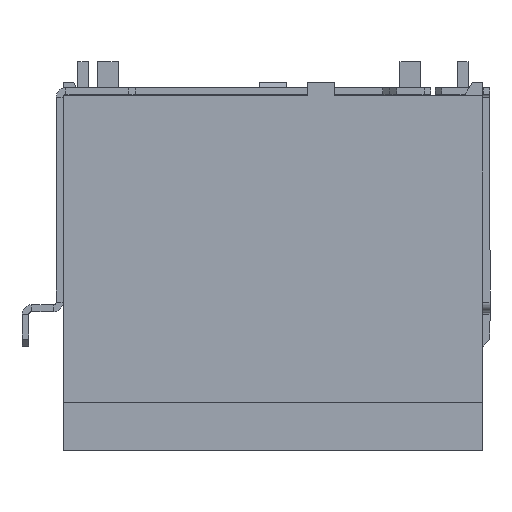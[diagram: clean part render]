
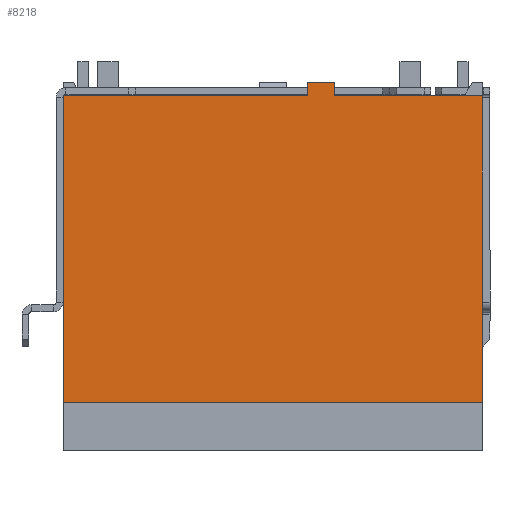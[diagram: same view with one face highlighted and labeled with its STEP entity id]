
A CAD part, left-side view. The second image highlights one B-rep face of the part: STEP entity #8218.
In plain terms, the highlighted face is planar.
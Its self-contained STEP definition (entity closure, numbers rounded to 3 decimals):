
#305 = CARTESIAN_POINT ( 'NONE',  ( 15.25, 1., -8. ) ) ;
#382 = LINE ( 'NONE', #16257, #1959 ) ;
#881 = DIRECTION ( 'NONE',  ( 0., 0., 1. ) ) ;
#1088 = VECTOR ( 'NONE', #14398, 1000. ) ;
#1143 = DIRECTION ( 'NONE',  ( 0., -1., 0. ) ) ;
#1762 = EDGE_LOOP ( 'NONE', ( #3354, #2614, #12247, #6856, #15342, #16028, #6595, #7020 ) ) ;
#1959 = VECTOR ( 'NONE', #17847, 1000. ) ;
#2212 = CARTESIAN_POINT ( 'NONE',  ( 4.5, 1., -8. ) ) ;
#2239 = VERTEX_POINT ( 'NONE', #17879 ) ;
#2451 = CARTESIAN_POINT ( 'NONE',  ( 15.25, 11.65, -8. ) ) ;
#2614 = ORIENTED_EDGE ( 'NONE', *, *, #16782, .F. ) ;
#2858 = CARTESIAN_POINT ( 'NONE',  ( 15.25, 23.3, -8. ) ) ;
#3354 = ORIENTED_EDGE ( 'NONE', *, *, #4987, .F. ) ;
#3889 = DIRECTION ( 'NONE',  ( 1., 0., 0. ) ) ;
#4663 = LINE ( 'NONE', #5694, #16207 ) ;
#4987 = EDGE_CURVE ( 'NONE', #17650, #10726, #16893, .T. ) ;
#5046 = CARTESIAN_POINT ( 'NONE',  ( 0., 11.65, -8. ) ) ;
#5049 = EDGE_CURVE ( 'NONE', #2239, #7068, #4663, .T. ) ;
#5694 = CARTESIAN_POINT ( 'NONE',  ( 0., 23.3, -8. ) ) ;
#6458 = CARTESIAN_POINT ( 'NONE',  ( 2.5, 1., -8. ) ) ;
#6595 = ORIENTED_EDGE ( 'NONE', *, *, #17120, .T. ) ;
#6856 = ORIENTED_EDGE ( 'NONE', *, *, #5049, .T. ) ;
#7020 = ORIENTED_EDGE ( 'NONE', *, *, #15907, .T. ) ;
#7068 = VERTEX_POINT ( 'NONE', #2858 ) ;
#7353 = VERTEX_POINT ( 'NONE', #10902 ) ;
#7636 = LINE ( 'NONE', #9972, #1088 ) ;
#7805 = DIRECTION ( 'NONE',  ( 1., 0., 0. ) ) ;
#8062 = VECTOR ( 'NONE', #12728, 1000. ) ;
#8218 = ADVANCED_FACE ( 'NONE', ( #10674 ), #10983, .F. ) ;
#8589 = CARTESIAN_POINT ( 'NONE',  ( 0., 1., -8. ) ) ;
#9046 = VERTEX_POINT ( 'NONE', #14733 ) ;
#9972 = CARTESIAN_POINT ( 'NONE',  ( 0., 0., -8. ) ) ;
#10179 = DIRECTION ( 'NONE',  ( 1., 0., 0. ) ) ;
#10453 = VECTOR ( 'NONE', #10179, 1000. ) ;
#10494 = AXIS2_PLACEMENT_3D ( 'NONE', #5046, #881, #7805 ) ;
#10674 = FACE_OUTER_BOUND ( 'NONE', #1762, .T. ) ;
#10726 = VERTEX_POINT ( 'NONE', #11184 ) ;
#10902 = CARTESIAN_POINT ( 'NONE',  ( 4.5, 0., -8. ) ) ;
#10983 = PLANE ( 'NONE',  #10494 ) ;
#11184 = CARTESIAN_POINT ( 'NONE',  ( 2.5, 0., -8. ) ) ;
#11725 = EDGE_CURVE ( 'NONE', #12507, #14981, #14056, .T. ) ;
#12247 = ORIENTED_EDGE ( 'NONE', *, *, #16997, .T. ) ;
#12434 = DIRECTION ( 'NONE',  ( 0., -1., 0. ) ) ;
#12507 = VERTEX_POINT ( 'NONE', #18023 ) ;
#12728 = DIRECTION ( 'NONE',  ( 1., 0., 0. ) ) ;
#12828 = LINE ( 'NONE', #8589, #8062 ) ;
#14056 = LINE ( 'NONE', #16196, #10453 ) ;
#14398 = DIRECTION ( 'NONE',  ( -1., 0., 0. ) ) ;
#14733 = CARTESIAN_POINT ( 'NONE',  ( -15.25, 1., -8. ) ) ;
#14981 = VERTEX_POINT ( 'NONE', #305 ) ;
#15286 = DIRECTION ( 'NONE',  ( 0., -1., 0. ) ) ;
#15342 = ORIENTED_EDGE ( 'NONE', *, *, #18751, .T. ) ;
#15507 = VECTOR ( 'NONE', #12434, 1000. ) ;
#15907 = EDGE_CURVE ( 'NONE', #7353, #10726, #7636, .T. ) ;
#16028 = ORIENTED_EDGE ( 'NONE', *, *, #11725, .F. ) ;
#16196 = CARTESIAN_POINT ( 'NONE',  ( 0., 1., -8. ) ) ;
#16207 = VECTOR ( 'NONE', #3889, 1000. ) ;
#16257 = CARTESIAN_POINT ( 'NONE',  ( -15.25, 11.65, -8. ) ) ;
#16685 = VECTOR ( 'NONE', #1143, 1000. ) ;
#16736 = CARTESIAN_POINT ( 'NONE',  ( 2.5, 1., -8. ) ) ;
#16782 = EDGE_CURVE ( 'NONE', #9046, #17650, #12828, .T. ) ;
#16893 = LINE ( 'NONE', #16736, #15507 ) ;
#16997 = EDGE_CURVE ( 'NONE', #9046, #2239, #382, .T. ) ;
#17120 = EDGE_CURVE ( 'NONE', #12507, #7353, #18507, .T. ) ;
#17611 = LINE ( 'NONE', #2451, #18738 ) ;
#17650 = VERTEX_POINT ( 'NONE', #6458 ) ;
#17847 = DIRECTION ( 'NONE',  ( 0., 1., 0. ) ) ;
#17879 = CARTESIAN_POINT ( 'NONE',  ( -15.25, 23.3, -8. ) ) ;
#18023 = CARTESIAN_POINT ( 'NONE',  ( 4.5, 1., -8. ) ) ;
#18507 = LINE ( 'NONE', #2212, #16685 ) ;
#18738 = VECTOR ( 'NONE', #15286, 1000. ) ;
#18751 = EDGE_CURVE ( 'NONE', #7068, #14981, #17611, .T. ) ;
